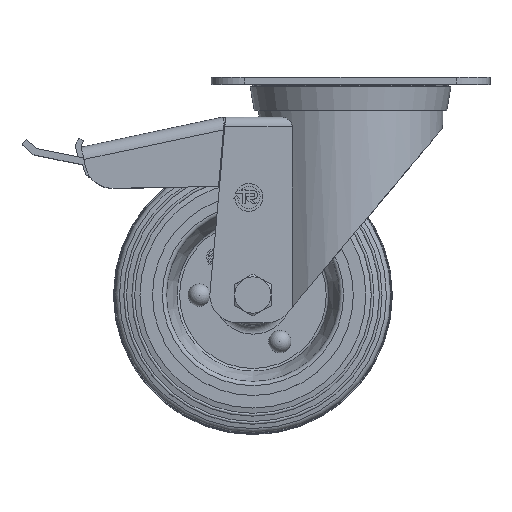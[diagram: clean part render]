
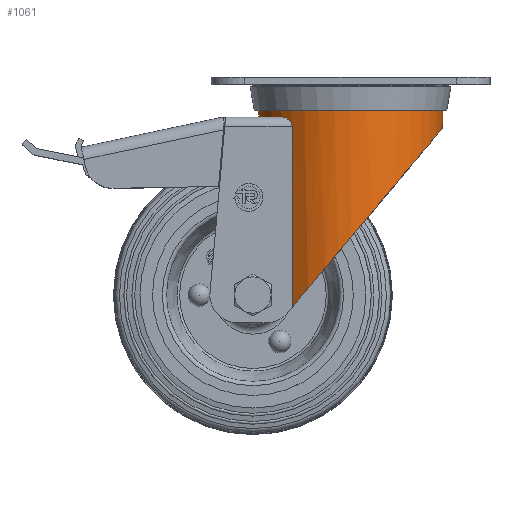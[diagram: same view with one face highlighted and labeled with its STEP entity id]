
A CAD part, top view. The second image highlights one B-rep face of the part: STEP entity #1061.
In plain terms, the highlighted cylindrical face has radius 33 mm (diameter 66 mm), a full revolution.
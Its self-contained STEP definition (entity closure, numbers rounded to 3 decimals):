
#1061 = ADVANCED_FACE( '', ( #2225, #2226 ), #2227, .T. );
#2225 = FACE_OUTER_BOUND( '', #3463, .T. );
#2226 = FACE_OUTER_BOUND( '', #3464, .T. );
#2227 = CYLINDRICAL_SURFACE( '', #3465, 33. );
#3463 = EDGE_LOOP( '', ( #6052 ) );
#3464 = EDGE_LOOP( '', ( #6053, #6054, #6055, #6056, #6057, #6058 ) );
#3465 = AXIS2_PLACEMENT_3D( '', #6059, #6060, #6061 );
#6052 = ORIENTED_EDGE( '', *, *, #7624, .F. );
#6053 = ORIENTED_EDGE( '', *, *, #7814, .T. );
#6054 = ORIENTED_EDGE( '', *, *, #7586, .T. );
#6055 = ORIENTED_EDGE( '', *, *, #6925, .T. );
#6056 = ORIENTED_EDGE( '', *, *, #7675, .T. );
#6057 = ORIENTED_EDGE( '', *, *, #6954, .T. );
#6058 = ORIENTED_EDGE( '', *, *, #7815, .T. );
#6059 = CARTESIAN_POINT( '', ( 35., 79.7, 0. ) );
#6060 = DIRECTION( '', ( 0., -1., 0. ) );
#6061 = DIRECTION( '', ( 0., 0., 1. ) );
#6925 = EDGE_CURVE( '', #8184, #8194, #8196, .T. );
#6954 = EDGE_CURVE( '', #8249, #8247, #8250, .T. );
#7586 = EDGE_CURVE( '', #9224, #8184, #9225, .T. );
#7624 = EDGE_CURVE( '', #9280, #9280, #9281, .T. );
#7675 = EDGE_CURVE( '', #8194, #8249, #9346, .T. );
#7814 = EDGE_CURVE( '', #9511, #9224, #9512, .F. );
#7815 = EDGE_CURVE( '', #8247, #9511, #9513, .T. );
#8184 = VERTEX_POINT( '', #9966 );
#8194 = VERTEX_POINT( '', #9979 );
#8196 = LINE( '', #9982, #9983 );
#8247 = VERTEX_POINT( '', #10053 );
#8249 = VERTEX_POINT( '', #10056 );
#8250 = CIRCLE( '', #10057, 33. );
#9224 = VERTEX_POINT( '', #11456 );
#9225 = ELLIPSE( '', #11457, 51.346, 33. );
#9280 = VERTEX_POINT( '', #11529 );
#9281 = CIRCLE( '', #11530, 33. );
#9346 = B_SPLINE_CURVE_WITH_KNOTS( '', 3, ( #11617, #11618, #11619, #11620, #11621, #11622, #11623, #11624, #11625, #11626, #11627, #11628, #11629, #11630 ), .UNSPECIFIED., .F., .F., ( 4, 2, 2, 2, 2, 2, 4 ), ( 0., 0.001, 0.002, 0.003, 0.003, 0.005, 0.007 ), .UNSPECIFIED. );
#9511 = VERTEX_POINT( '', #11853 );
#9512 = LINE( '', #11854, #11855 );
#9513 = B_SPLINE_CURVE_WITH_KNOTS( '', 3, ( #11856, #11857, #11858, #11859, #11860, #11861, #11862, #11863, #11864, #11865, #11866, #11867, #11868, #11869, #11870, #11871, #11872, #11873 ), .UNSPECIFIED., .F., .F., ( 4, 2, 2, 2, 2, 2, 2, 2, 4 ), ( 0., 0.002, 0.003, 0.003, 0.004, 0.005, 0.006, 0.006, 0.007 ), .UNSPECIFIED. );
#9966 = CARTESIAN_POINT( '', ( 14.054, -4.403, -25.5 ) );
#9979 = CARTESIAN_POINT( '', ( 14.054, 60.3, -25.5 ) );
#9982 = CARTESIAN_POINT( '', ( 14.054, 79.7, -25.5 ) );
#9983 = VECTOR( '', #12261, 1000. );
#10053 = CARTESIAN_POINT( '', ( 10.403, 63.8, 22. ) );
#10056 = CARTESIAN_POINT( '', ( 10.403, 63.8, -22. ) );
#10057 = AXIS2_PLACEMENT_3D( '', #12300, #12301, #12302 );
#11456 = CARTESIAN_POINT( '', ( 14.054, -4.403, 25.5 ) );
#11457 = AXIS2_PLACEMENT_3D( '', #13018, #13019, #13020 );
#11529 = CARTESIAN_POINT( '', ( 35., 66.2, 33. ) );
#11530 = AXIS2_PLACEMENT_3D( '', #13074, #13075, #13076 );
#11617 = CARTESIAN_POINT( '', ( 14.054, 60.3, -25.5 ) );
#11618 = CARTESIAN_POINT( '', ( 14.054, 60.585, -25.5 ) );
#11619 = CARTESIAN_POINT( '', ( 14.012, 60.86, -25.466 ) );
#11620 = CARTESIAN_POINT( '', ( 13.857, 61.39, -25.337 ) );
#11621 = CARTESIAN_POINT( '', ( 13.747, 61.634, -25.246 ) );
#11622 = CARTESIAN_POINT( '', ( 13.485, 62.083, -25.022 ) );
#11623 = CARTESIAN_POINT( '', ( 13.334, 62.284, -24.893 ) );
#11624 = CARTESIAN_POINT( '', ( 13.013, 62.644, -24.609 ) );
#11625 = CARTESIAN_POINT( '', ( 12.839, 62.806, -24.453 ) );
#11626 = CARTESIAN_POINT( '', ( 12.303, 63.232, -23.96 ) );
#11627 = CARTESIAN_POINT( '', ( 11.929, 63.439, -23.602 ) );
#11628 = CARTESIAN_POINT( '', ( 11.162, 63.726, -22.827 ) );
#11629 = CARTESIAN_POINT( '', ( 10.78, 63.8, -22.421 ) );
#11630 = CARTESIAN_POINT( '', ( 10.403, 63.8, -22. ) );
#11853 = CARTESIAN_POINT( '', ( 14.054, 60.3, 25.5 ) );
#11854 = CARTESIAN_POINT( '', ( 14.054, 79.7, 25.5 ) );
#11855 = VECTOR( '', #13247, 1000. );
#11856 = CARTESIAN_POINT( '', ( 10.403, 63.8, 22. ) );
#11857 = CARTESIAN_POINT( '', ( 10.78, 63.8, 22.421 ) );
#11858 = CARTESIAN_POINT( '', ( 11.159, 63.726, 22.824 ) );
#11859 = CARTESIAN_POINT( '', ( 11.73, 63.514, 23.401 ) );
#11860 = CARTESIAN_POINT( '', ( 11.922, 63.425, 23.59 ) );
#11861 = CARTESIAN_POINT( '', ( 12.297, 63.213, 23.951 ) );
#11862 = CARTESIAN_POINT( '', ( 12.48, 63.091, 24.123 ) );
#11863 = CARTESIAN_POINT( '', ( 12.835, 62.809, 24.45 ) );
#11864 = CARTESIAN_POINT( '', ( 13.009, 62.648, 24.606 ) );
#11865 = CARTESIAN_POINT( '', ( 13.333, 62.286, 24.891 ) );
#11866 = CARTESIAN_POINT( '', ( 13.482, 62.086, 25.02 ) );
#11867 = CARTESIAN_POINT( '', ( 13.745, 61.638, 25.244 ) );
#11868 = CARTESIAN_POINT( '', ( 13.855, 61.393, 25.336 ) );
#11869 = CARTESIAN_POINT( '', ( 13.972, 60.998, 25.432 ) );
#11870 = CARTESIAN_POINT( '', ( 14.002, 60.86, 25.458 ) );
#11871 = CARTESIAN_POINT( '', ( 14.043, 60.583, 25.491 ) );
#11872 = CARTESIAN_POINT( '', ( 14.054, 60.443, 25.5 ) );
#11873 = CARTESIAN_POINT( '', ( 14.054, 60.3, 25.5 ) );
#12261 = DIRECTION( '', ( 0., 1., 0. ) );
#12300 = CARTESIAN_POINT( '', ( 35., 63.8, 0. ) );
#12301 = DIRECTION( '', ( 0., 1., 0. ) );
#12302 = DIRECTION( '', ( 0., 0., 1. ) );
#13018 = CARTESIAN_POINT( '', ( 35., 20.566, 0. ) );
#13019 = DIRECTION( '', ( -0.766, 0.643, 0. ) );
#13020 = DIRECTION( '', ( 0.643, 0.766, 0. ) );
#13074 = CARTESIAN_POINT( '', ( 35., 66.2, 0. ) );
#13075 = DIRECTION( '', ( 0., 1., 0. ) );
#13076 = DIRECTION( '', ( 0., 0., 1. ) );
#13247 = DIRECTION( '', ( 0., 1., 0. ) );
